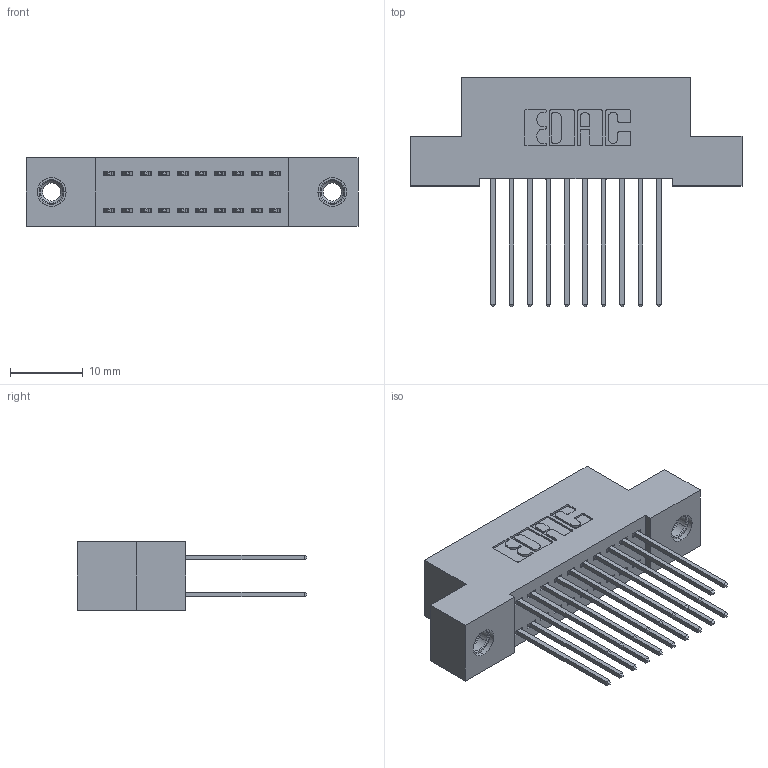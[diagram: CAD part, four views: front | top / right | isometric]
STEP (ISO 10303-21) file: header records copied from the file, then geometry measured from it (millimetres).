
FILE_DESCRIPTION (( 'STEP AP203' ), '1' );
FILE_NAME ('342-020-542-207.STEP', '2019-10-01T21:18:09', ( '' ), ( '' ), 'SwSTEP 2.0', 'SolidWorks 2016', '' );
FILE_SCHEMA (( 'CONFIG_CONTROL_DESIGN' ));
Length unit declared in the file: inch
Products named in the file (4): 342-020-542-207; 342 Part_TI; 345-292-001_345-293-142; 345-250-001_345-250-005-103
Assembly tree (23 placements, depth 2):
  342-020-542-207
    342 Part_TI
    345-292-001_345-293-142  x20
    345-250-001_345-250-005-103  x2
Bounding box: 45.72 x 31.63 x 9.4 mm (x, y, z)
Volume: 4037 mm3; surface area: 6226.9 mm2
Topology: 23 solids, 23 shells, 1210 faces, 3535 edges, 2322 vertices
Faces by surface type: plane 818, cylinder 376, cone 12, torus 4
Entity records: 11644 total; most frequent: CARTESIAN_POINT 1949, ORIENTED_EDGE 1878, DIRECTION 1753, EDGE_CURVE 939, VECTOR 791, LINE 791, VERTEX_POINT 620, AXIS2_PLACEMENT_3D 481
